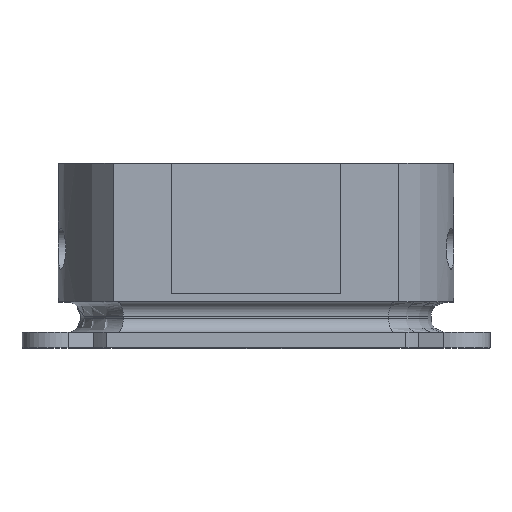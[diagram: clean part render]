
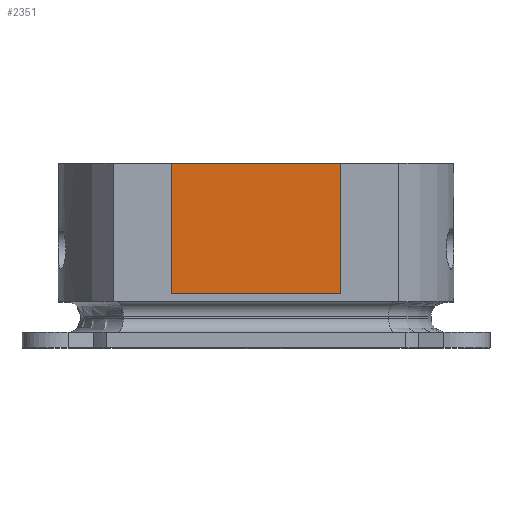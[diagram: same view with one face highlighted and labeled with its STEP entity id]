
A CAD part, top view. The second image highlights one B-rep face of the part: STEP entity #2351.
In plain terms, the highlighted planar face has unit normal (0, 0, 1).
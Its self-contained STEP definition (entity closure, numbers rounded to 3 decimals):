
#1954 = VERTEX_POINT('',#1955);
#1955 = CARTESIAN_POINT('',(-8.25,-10.,10.124));
#1961 = EDGE_CURVE('',#1954,#1962,#1964,.T.);
#1962 = VERTEX_POINT('',#1963);
#1963 = CARTESIAN_POINT('',(8.25,-10.,10.124));
#1964 = LINE('',#1965,#1966);
#1965 = CARTESIAN_POINT('',(-8.25,-10.,10.124));
#1966 = VECTOR('',#1967,1.);
#1967 = DIRECTION('',(1.,0.,0.));
#2140 = EDGE_CURVE('',#1962,#2141,#2143,.T.);
#2141 = VERTEX_POINT('',#2142);
#2142 = CARTESIAN_POINT('',(8.25,-22.7,10.124));
#2143 = LINE('',#2144,#2145);
#2144 = CARTESIAN_POINT('',(8.25,-10.,10.124));
#2145 = VECTOR('',#2146,1.);
#2146 = DIRECTION('',(0.,-1.,0.));
#2165 = VERTEX_POINT('',#2166);
#2166 = CARTESIAN_POINT('',(-8.25,-22.7,10.124));
#2172 = EDGE_CURVE('',#2165,#2141,#2173,.T.);
#2173 = LINE('',#2174,#2175);
#2174 = CARTESIAN_POINT('',(-8.25,-22.7,10.124));
#2175 = VECTOR('',#2176,1.);
#2176 = DIRECTION('',(1.,0.,0.));
#2190 = EDGE_CURVE('',#1954,#2165,#2191,.T.);
#2191 = LINE('',#2192,#2193);
#2192 = CARTESIAN_POINT('',(-8.25,-10.,10.124));
#2193 = VECTOR('',#2194,1.);
#2194 = DIRECTION('',(0.,-1.,0.));
#2351 = ADVANCED_FACE('',(#2352),#2358,.T.);
#2352 = FACE_BOUND('',#2353,.T.);
#2353 = EDGE_LOOP('',(#2354,#2355,#2356,#2357));
#2354 = ORIENTED_EDGE('',*,*,#2190,.T.);
#2355 = ORIENTED_EDGE('',*,*,#2172,.T.);
#2356 = ORIENTED_EDGE('',*,*,#2140,.F.);
#2357 = ORIENTED_EDGE('',*,*,#1961,.F.);
#2358 = PLANE('',#2359);
#2359 = AXIS2_PLACEMENT_3D('',#2360,#2361,#2362);
#2360 = CARTESIAN_POINT('',(-8.25,-10.,10.124));
#2361 = DIRECTION('',(0.,0.,1.));
#2362 = DIRECTION('',(1.,0.,0.));
